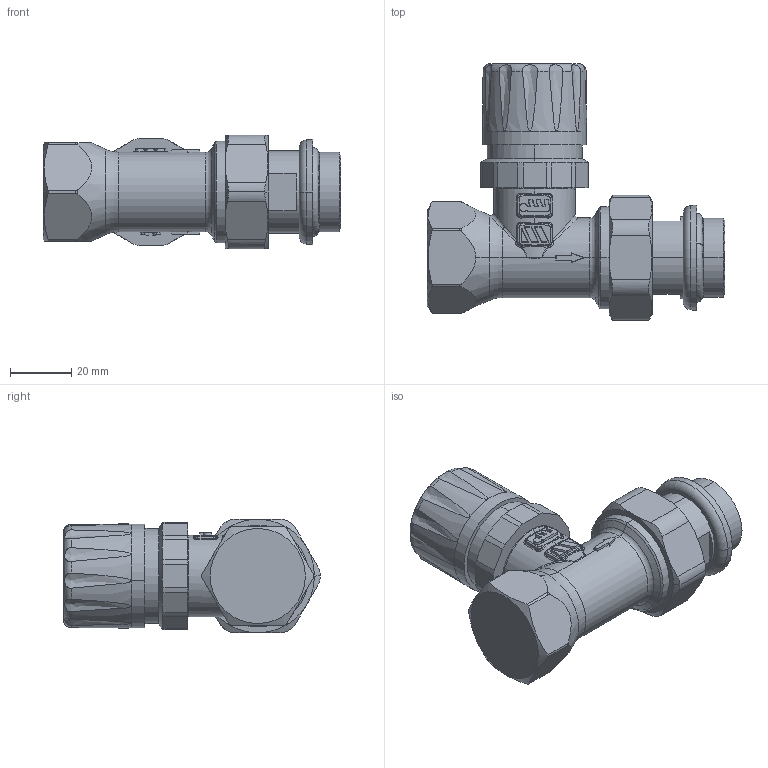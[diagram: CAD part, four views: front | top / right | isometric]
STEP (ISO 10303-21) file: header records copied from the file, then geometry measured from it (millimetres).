
FILE_DESCRIPTION (( 'STEP AP203' ), '1' );
FILE_NAME ('179UMSN34.STEP', '2023-05-17T07:13:36', ( '' ), ( '' ), 'SwSTEP 2.0', 'SolidWorks 2021', '' );
FILE_SCHEMA (( 'CONFIG_CONTROL_DESIGN' ));
Length unit declared in the file: millimetre
Products named in the file (1): 179UMSN34
Bounding box: 97 x 83.73 x 37 mm (x, y, z)
Volume: 112433.8 mm3; surface area: 18853.8 mm2
Topology: 1 solids, 1 shells, 372 faces, 948 edges, 589 vertices
Faces by surface type: bspline 97, plane 95, cone 90, cylinder 59, torus 31
Entity records: 15308 total; most frequent: CARTESIAN_POINT 6977, ORIENTED_EDGE 1888, DIRECTION 1545, EDGE_CURVE 944, AXIS2_PLACEMENT_3D 617, VERTEX_POINT 589, EDGE_LOOP 387, FACE_OUTER_BOUND 372
